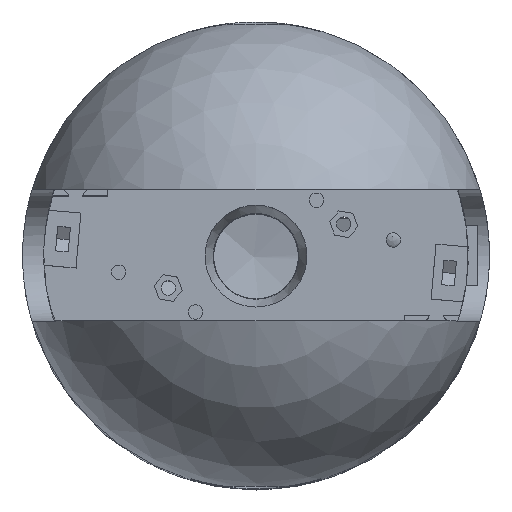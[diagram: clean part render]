
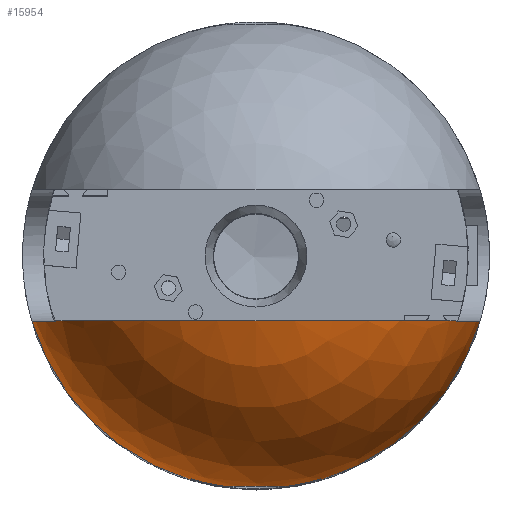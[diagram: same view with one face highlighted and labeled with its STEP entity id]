
A CAD part, top view. The second image highlights one B-rep face of the part: STEP entity #15954.
In plain terms, the highlighted spherical face has radius 55 mm.
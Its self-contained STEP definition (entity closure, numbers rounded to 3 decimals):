
#104=SPHERICAL_SURFACE('',#17260,55.);
#1504=CIRCLE('',#17137,55.);
#1507=CIRCLE('',#17140,55.);
#1512=CIRCLE('',#17146,52.771);
#1566=CIRCLE('',#17261,52.829);
#1567=CIRCLE('',#17262,54.889);
#1568=CIRCLE('',#17263,8.2);
#1569=CIRCLE('',#17264,8.2);
#1570=CIRCLE('',#17265,54.889);
#1571=CIRCLE('',#17266,52.829);
#2356=FACE_OUTER_BOUND('',#3315,.T.);
#3315=EDGE_LOOP('',(#13333,#13334,#13335,#13336,#13337,#13338,#13339,#13340,
#13341));
#7024=VERTEX_POINT('',#32306);
#7096=VERTEX_POINT('',#32855);
#7185=VERTEX_POINT('',#33490);
#7190=VERTEX_POINT('',#33513);
#7316=VERTEX_POINT('',#34773);
#7317=VERTEX_POINT('',#34775);
#7318=VERTEX_POINT('',#34777);
#7319=VERTEX_POINT('',#34779);
#7320=VERTEX_POINT('',#34781);
#9274=EDGE_CURVE('',#7096,#7185,#1504,.T.);
#9280=EDGE_CURVE('',#7190,#7024,#1507,.T.);
#9321=EDGE_CURVE('',#7024,#7096,#1512,.T.);
#9455=EDGE_CURVE('',#7190,#7316,#1566,.T.);
#9456=EDGE_CURVE('',#7316,#7317,#1567,.T.);
#9457=EDGE_CURVE('',#7317,#7318,#1568,.T.);
#9458=EDGE_CURVE('',#7318,#7319,#1569,.T.);
#9459=EDGE_CURVE('',#7319,#7320,#1570,.T.);
#9460=EDGE_CURVE('',#7320,#7185,#1571,.T.);
#13333=ORIENTED_EDGE('',*,*,#9455,.T.);
#13334=ORIENTED_EDGE('',*,*,#9456,.T.);
#13335=ORIENTED_EDGE('',*,*,#9457,.T.);
#13336=ORIENTED_EDGE('',*,*,#9458,.T.);
#13337=ORIENTED_EDGE('',*,*,#9459,.T.);
#13338=ORIENTED_EDGE('',*,*,#9460,.T.);
#13339=ORIENTED_EDGE('',*,*,#9274,.F.);
#13340=ORIENTED_EDGE('',*,*,#9321,.F.);
#13341=ORIENTED_EDGE('',*,*,#9280,.F.);
#15954=ADVANCED_FACE('',(#2356),#104,.T.);
#17137=AXIS2_PLACEMENT_3D('',#33491,#19959,#19960);
#17140=AXIS2_PLACEMENT_3D('',#33515,#19967,#19968);
#17146=AXIS2_PLACEMENT_3D('',#34492,#19982,#19983);
#17260=AXIS2_PLACEMENT_3D('',#34772,#20290,#20291);
#17261=AXIS2_PLACEMENT_3D('',#34774,#20292,#20293);
#17262=AXIS2_PLACEMENT_3D('',#34776,#20294,#20295);
#17263=AXIS2_PLACEMENT_3D('',#34778,#20296,#20297);
#17264=AXIS2_PLACEMENT_3D('',#34780,#20298,#20299);
#17265=AXIS2_PLACEMENT_3D('',#34782,#20300,#20301);
#17266=AXIS2_PLACEMENT_3D('',#34783,#20302,#20303);
#19959=DIRECTION('center_axis',(0.,0.,-1.));
#19960=DIRECTION('ref_axis',(1.,0.,0.));
#19967=DIRECTION('center_axis',(0.,0.,-1.));
#19968=DIRECTION('ref_axis',(1.,0.,0.));
#19982=DIRECTION('center_axis',(-1.,0.,0.));
#19983=DIRECTION('ref_axis',(0.,1.,0.));
#20290=DIRECTION('center_axis',(0.,0.,1.));
#20291=DIRECTION('ref_axis',(1.,0.,0.));
#20292=DIRECTION('center_axis',(0.,-1.,0.));
#20293=DIRECTION('ref_axis',(0.,0.,-1.));
#20294=DIRECTION('center_axis',(0.,0.,1.));
#20295=DIRECTION('ref_axis',(1.,0.,0.));
#20296=DIRECTION('center_axis',(-1.,0.,0.));
#20297=DIRECTION('ref_axis',(0.,0.904,0.427));
#20298=DIRECTION('center_axis',(-1.,0.,0.));
#20299=DIRECTION('ref_axis',(0.,0.904,0.427));
#20300=DIRECTION('center_axis',(0.,0.,1.));
#20301=DIRECTION('ref_axis',(1.,0.,0.));
#20302=DIRECTION('center_axis',(0.,1.,0.));
#20303=DIRECTION('ref_axis',(0.,0.,1.));
#32306=CARTESIAN_POINT('',(15.5,-52.771,100.));
#32855=CARTESIAN_POINT('',(15.5,52.771,100.));
#33490=CARTESIAN_POINT('',(52.829,15.3,100.));
#33491=CARTESIAN_POINT('Origin',(0.,0.,100.));
#33513=CARTESIAN_POINT('',(52.829,-15.3,100.));
#33515=CARTESIAN_POINT('Origin',(0.,0.,100.));
#34492=CARTESIAN_POINT('Origin',(15.5,0.,100.));
#34772=CARTESIAN_POINT('Origin',(0.,0.,100.));
#34773=CARTESIAN_POINT('',(52.713,-15.3,103.5));
#34774=CARTESIAN_POINT('Origin',(0.,-15.3,100.));
#34775=CARTESIAN_POINT('',(54.385,-7.416,103.5));
#34776=CARTESIAN_POINT('Origin',(0.,0.,103.5));
#34777=CARTESIAN_POINT('',(54.385,0.,108.2));
#34778=CARTESIAN_POINT('Origin',(54.385,0.,
100.));
#34779=CARTESIAN_POINT('',(54.385,7.416,103.5));
#34780=CARTESIAN_POINT('Origin',(54.385,0.,
100.));
#34781=CARTESIAN_POINT('',(52.713,15.3,103.5));
#34782=CARTESIAN_POINT('Origin',(0.,0.,103.5));
#34783=CARTESIAN_POINT('Origin',(0.,15.3,100.));
